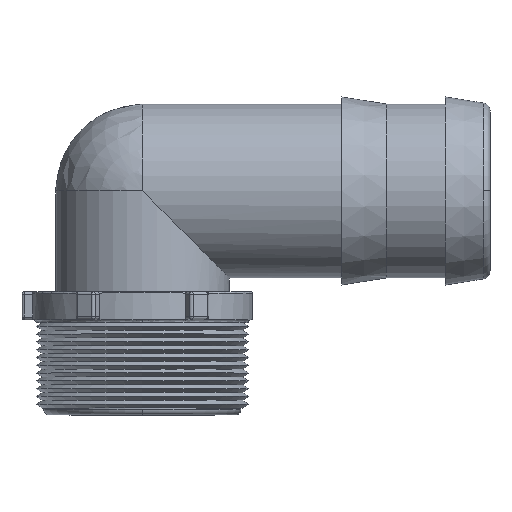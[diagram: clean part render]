
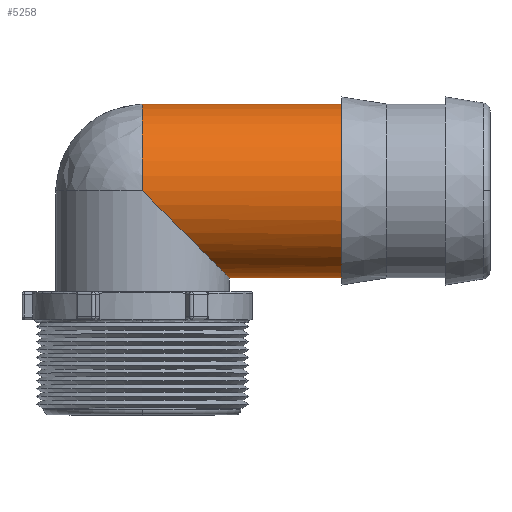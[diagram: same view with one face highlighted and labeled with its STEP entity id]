
A CAD part, top view. The second image highlights one B-rep face of the part: STEP entity #5258.
In plain terms, the highlighted cylindrical face has radius 24.638 mm (diameter 49.276 mm), a partial arc.
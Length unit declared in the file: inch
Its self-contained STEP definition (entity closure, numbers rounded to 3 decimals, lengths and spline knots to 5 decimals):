
#148=CARTESIAN_POINT('',(0.97,1.218,0.));
#149=VERTEX_POINT('',#148);
#197=CARTESIAN_POINT('',(2.22475,3.158,0.0));
#198=VERTEX_POINT('',#197);
#199=CARTESIAN_POINT('',(0.,3.158,0.0));
#200=VERTEX_POINT('',#199);
#201=CARTESIAN_POINT('',(2.22475,3.158,0.0));
#202=DIRECTION('',(-1.0,0.0,0.0));
#203=VECTOR('',#202,2.22475);
#204=LINE('',#201,#203);
#205=EDGE_CURVE('',#198,#200,#204,.T.);
#207=CARTESIAN_POINT('',(2.22475,1.218,0.));
#208=VERTEX_POINT('',#207);
#216=CARTESIAN_POINT('',(2.22475,1.218,0.));
#217=DIRECTION('',(-1.0,0.0,0.0));
#218=VECTOR('',#217,1.25475);
#219=LINE('',#216,#218);
#220=EDGE_CURVE('',#208,#149,#219,.T.);
#5171=CARTESIAN_POINT('',(2.22475,2.188,0.0));
#5172=DIRECTION('',(-1.0,0.0,0.0));
#5173=DIRECTION('',(0.0,1.0,0.0));
#5174=AXIS2_PLACEMENT_3D('',#5171,#5172,#5173);
#5175=CIRCLE('',#5174,0.97);
#5176=EDGE_CURVE('',#208,#198,#5175,.T.);
#5232=CARTESIAN_POINT('',(1.9405,2.188,0.0));
#5233=DIRECTION('',(1.0,0.,0.0));
#5234=DIRECTION('',(0.0,1.0,0.0));
#5235=AXIS2_PLACEMENT_3D('',#5232,#5233,#5234);
#5236=CYLINDRICAL_SURFACE('',#5235,0.97);
#5237=ORIENTED_EDGE('',*,*,#205,.T.);
#5238=CARTESIAN_POINT('',(0.,2.188,0.97));
#5239=VERTEX_POINT('',#5238);
#5240=CARTESIAN_POINT('',(0.0,2.188,0.0));
#5241=DIRECTION('',(1.0,0.0,0.0));
#5242=DIRECTION('',(0.0,1.0,0.0));
#5243=AXIS2_PLACEMENT_3D('',#5240,#5241,#5242);
#5244=CIRCLE('',#5243,0.97);
#5245=EDGE_CURVE('',#200,#5239,#5244,.T.);
#5246=ORIENTED_EDGE('',*,*,#5245,.T.);
#5247=CARTESIAN_POINT('',(0.0,2.188,0.0));
#5248=DIRECTION('',(-0.707,-0.707,0.0));
#5249=DIRECTION('',(-0.707,0.707,0.0));
#5250=AXIS2_PLACEMENT_3D('',#5247,#5248,#5249);
#5251=ELLIPSE('',#5250,1.37179,0.97);
#5252=EDGE_CURVE('',#149,#5239,#5251,.T.);
#5253=ORIENTED_EDGE('',*,*,#5252,.F.);
#5254=ORIENTED_EDGE('',*,*,#220,.F.);
#5255=ORIENTED_EDGE('',*,*,#5176,.T.);
#5256=EDGE_LOOP('',(#5237,#5246,#5253,#5254,#5255));
#5257=FACE_OUTER_BOUND('',#5256,.T.);
#5258=ADVANCED_FACE('',(#5257),#5236,.T.);
